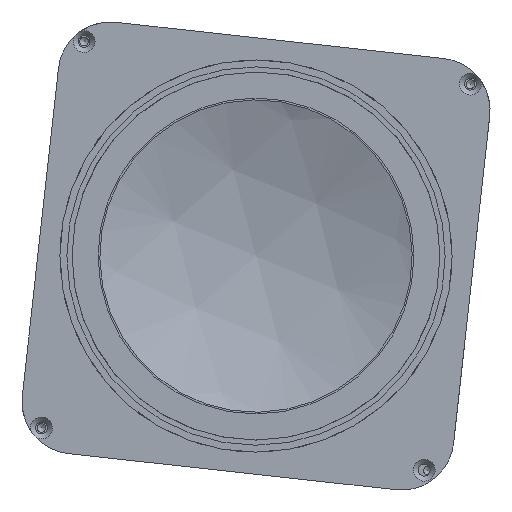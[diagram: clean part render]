
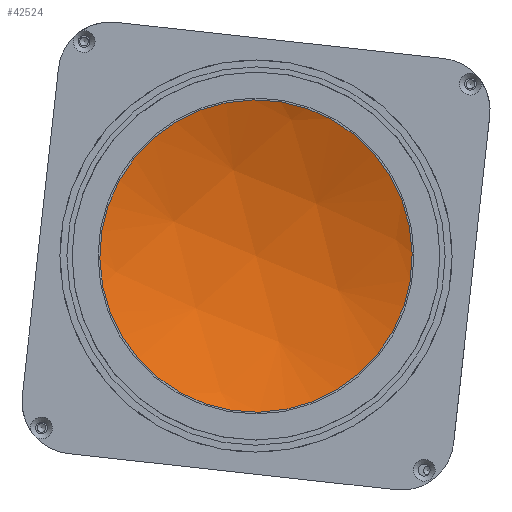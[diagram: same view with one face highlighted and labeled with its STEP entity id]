
A CAD part, left-side view. The second image highlights one B-rep face of the part: STEP entity #42524.
In plain terms, the highlighted spherical face has radius 112.8 mm.
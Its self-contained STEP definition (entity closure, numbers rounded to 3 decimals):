
#653 = EDGE_LOOP ( 'NONE', ( #44835 ) ) ;
#1684 = SPHERICAL_SURFACE ( 'NONE', #36503, 112.8 ) ;
#2406 = FACE_OUTER_BOUND ( 'NONE', #653, .T. ) ;
#10838 = VERTEX_POINT ( 'NONE', #14003 ) ;
#13289 = CARTESIAN_POINT ( 'NONE',  ( -380.121, 0., 0. ) ) ;
#14003 = CARTESIAN_POINT ( 'NONE',  ( -276.686, 29.562, 33.928 ) ) ;
#14975 = AXIS2_PLACEMENT_3D ( 'NONE', #41851, #35333, #30505 ) ;
#19833 = DIRECTION ( 'NONE',  ( 1., 0., 0. ) ) ;
#20792 = DIRECTION ( 'NONE',  ( 0., -0.657, -0.754 ) ) ;
#30505 = DIRECTION ( 'NONE',  ( 0., 0.657, 0.754 ) ) ;
#35333 = DIRECTION ( 'NONE',  ( 1., 0., 0. ) ) ;
#36503 = AXIS2_PLACEMENT_3D ( 'NONE', #13289, #20792, #19833 ) ;
#40992 = EDGE_CURVE ( 'NONE', #10838, #10838, #43415, .T. ) ;
#41851 = CARTESIAN_POINT ( 'NONE',  ( -276.686, 0., 0. ) ) ;
#42524 = ADVANCED_FACE ( 'NONE', ( #2406 ), #1684, .F. ) ;
#43415 = CIRCLE ( 'NONE', #14975, 45. ) ;
#44835 = ORIENTED_EDGE ( 'NONE', *, *, #40992, .F. ) ;
